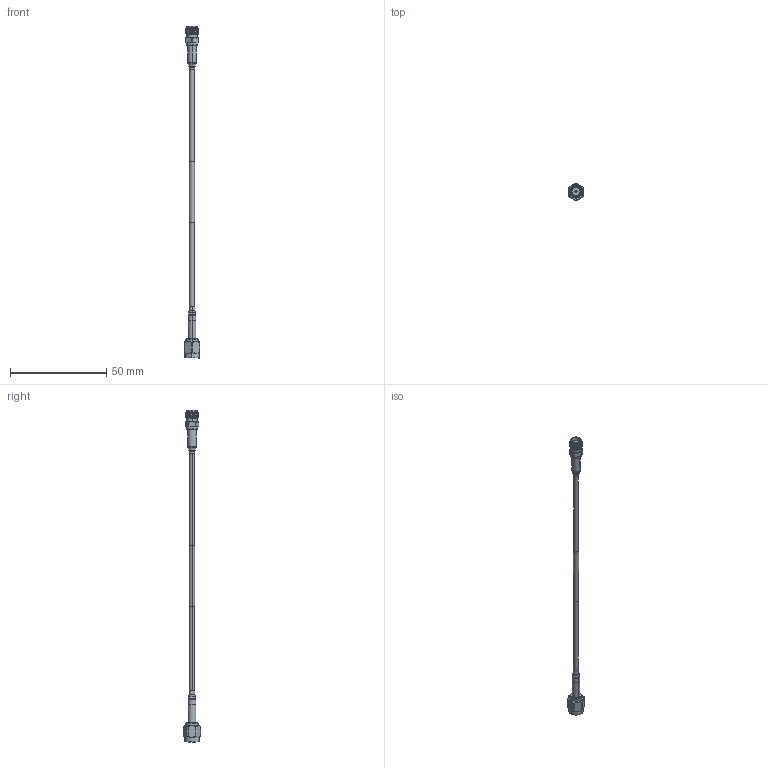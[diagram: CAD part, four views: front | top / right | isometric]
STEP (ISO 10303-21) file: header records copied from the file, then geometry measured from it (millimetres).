
FILE_DESCRIPTION (( 'STEP AP214' ), '1' );
FILE_NAME ('FMC00016_3D.step', '2023-05-10T07:41:40', ( '' ), ( '' ), 'SwSTEP 2.0', 'SolidWorks 2022', '' );
FILE_SCHEMA (( 'AUTOMOTIVE_DESIGN' ));
Length unit declared in the file: inch
Products named in the file (9): SC7059-MA2; SC7059-MA1; M17_113-RG316; FMC00016_3D; SC7059-MA3; SC7059; PE45137 ¦ SC7078; Copy of HeatShrink_SC7078^FMC00016; Copy of HeatShrink_SC7059^FMC00016
Assembly tree (8 placements, depth 3):
  FMC00016_3D
    PE45137 ¦ SC7078
    Copy of HeatShrink_SC7078^FMC00016
    M17_113-RG316
    SC7059
      SC7059-MA1
      SC7059-MA2
      SC7059-MA3
    Copy of HeatShrink_SC7059^FMC00016
Bounding box: 8 x 8.86 x 172.46 mm (x, y, z)
Volume: 1922.6 mm3; surface area: 3163.7 mm2
Topology: 8 solids, 8 shells, 217 faces, 469 edges, 285 vertices
Faces by surface type: cylinder 89, cone 68, plane 47, torus 10, bspline 3
Entity records: 7854 total; most frequent: CARTESIAN_POINT 2433, DIRECTION 1070, ORIENTED_EDGE 938, EDGE_CURVE 469, AXIS2_PLACEMENT_3D 457, VERTEX_POINT 285, EDGE_LOOP 242, CIRCLE 231
